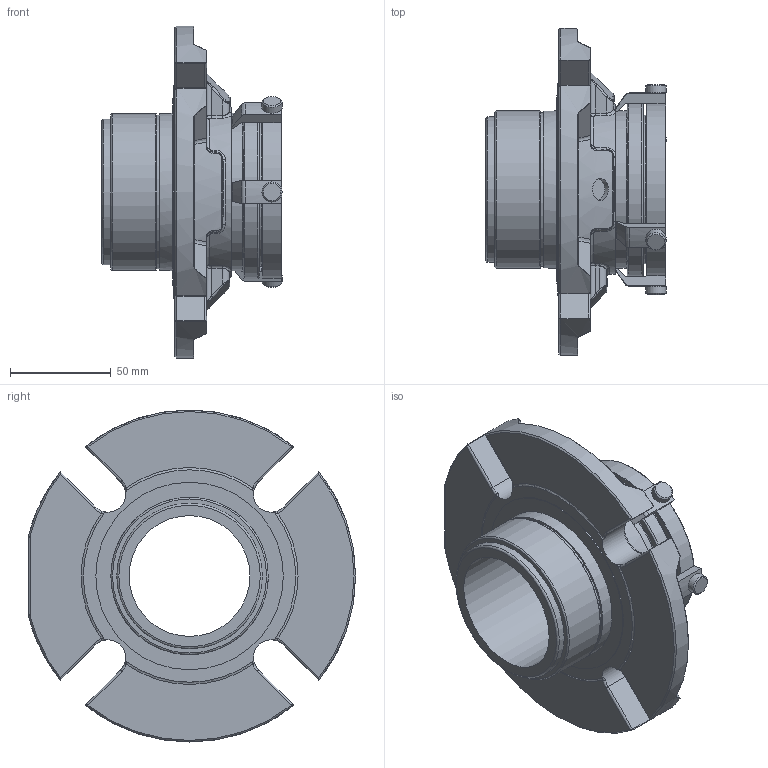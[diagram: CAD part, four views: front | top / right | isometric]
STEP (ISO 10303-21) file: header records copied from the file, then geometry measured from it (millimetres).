
FILE_DESCRIPTION(/* description */ ('Unknown'),/* implementation_level */ '2;1');
FILE_NAME(/* name */ '60mm',/* time_stamp */ '2023-02-06T14:55:14+00:00',/* author */ ('Unknown'),/* organization */ ('Unknown'),/* preprocessor_version */ 'ST-DEVELOPER v16.7',/* originating_system */ 'Solid Edge',/* authorisation */ 'Unknown');
FILE_SCHEMA (('AUTOMOTIVE_DESIGN {1 0 10303 214 3 1 1}'));
Length unit declared in the file: millimetre
Products named in the file (1): 60mm
Bounding box: 89.43 x 162.42 x 164.85 mm (x, y, z)
Volume: 416080.4 mm3; surface area: 86501.6 mm2
Topology: 1 solids, 1 shells, 602 faces, 1512 edges, 948 vertices
Faces by surface type: plane 195, cylinder 157, bspline 107, torus 86, sphere 32, cone 25
Full cylindrical faces by diameter (mm): 3.761 x1, 10 x4, 10.998 x2, 59.995 x1, 72.263 x1, 73.812 x1, 76.225 x1, 78.054 x1, 78.105 x1, 78.13 x1, 86.055 x1, 93.066 x1
Entity records: 20995 total; most frequent: CARTESIAN_POINT 7616, ORIENTED_EDGE 2930, DIRECTION 2547, EDGE_CURVE 1465, AXIS2_PLACEMENT_3D 1020, VERTEX_POINT 931, EDGE_LOOP 678, FACE_BOUND 678
